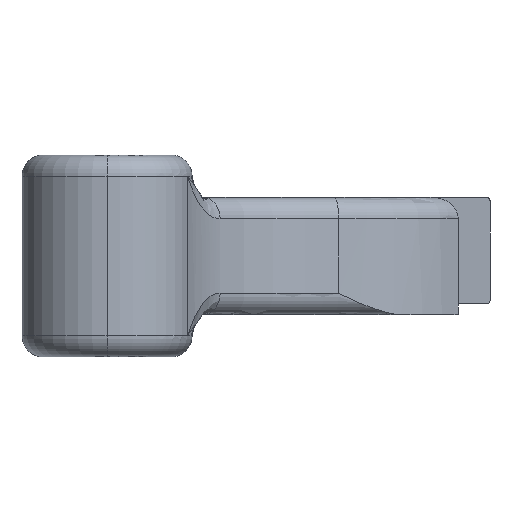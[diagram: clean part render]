
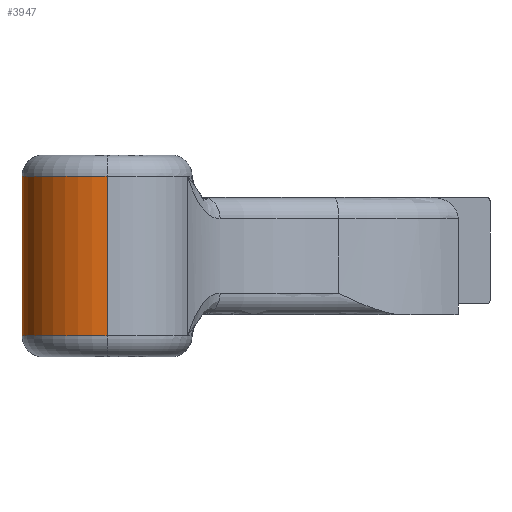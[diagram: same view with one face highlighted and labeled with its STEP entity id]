
A CAD part, left-side view. The second image highlights one B-rep face of the part: STEP entity #3947.
In plain terms, the highlighted cylindrical face has radius 8 mm (diameter 16 mm), a partial arc.
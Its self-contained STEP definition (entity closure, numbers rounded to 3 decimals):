
#56 = VECTOR ( 'NONE', #2842, 1000. ) ;
#73 = CARTESIAN_POINT ( 'NONE',  ( -22.012, 23.305, 13. ) ) ;
#111 = CIRCLE ( 'NONE', #2161, 8. ) ;
#139 = ORIENTED_EDGE ( 'NONE', *, *, #2447, .T. ) ;
#242 = ORIENTED_EDGE ( 'NONE', *, *, #3890, .T. ) ;
#297 = CARTESIAN_POINT ( 'NONE',  ( -36., 18., 13. ) ) ;
#435 = CYLINDRICAL_SURFACE ( 'NONE', #3330, 8. ) ;
#551 = CARTESIAN_POINT ( 'NONE',  ( -22.012, 23.305, -2. ) ) ;
#607 = DIRECTION ( 'NONE',  ( 0., 0., 1. ) ) ;
#660 = CIRCLE ( 'NONE', #2298, 8. ) ;
#696 = CARTESIAN_POINT ( 'NONE',  ( -28., 18., 13. ) ) ;
#709 = CARTESIAN_POINT ( 'NONE',  ( -28., 18., 11. ) ) ;
#1367 = DIRECTION ( 'NONE',  ( 1., 0., 0. ) ) ;
#1398 = FACE_OUTER_BOUND ( 'NONE', #1684, .T. ) ;
#1562 = CARTESIAN_POINT ( 'NONE',  ( -22.012, 23.305, 11. ) ) ;
#1684 = EDGE_LOOP ( 'NONE', ( #3464, #3354, #139, #242 ) ) ;
#2042 = DIRECTION ( 'NONE',  ( 0., 0., -1. ) ) ;
#2161 = AXIS2_PLACEMENT_3D ( 'NONE', #696, #2326, #1367 ) ;
#2298 = AXIS2_PLACEMENT_3D ( 'NONE', #4167, #607, #4208 ) ;
#2326 = DIRECTION ( 'NONE',  ( 0., 0., -1. ) ) ;
#2447 = EDGE_CURVE ( 'NONE', #3648, #2510, #2931, .T. ) ;
#2510 = VERTEX_POINT ( 'NONE', #551 ) ;
#2593 = DIRECTION ( 'NONE',  ( 0., 0., -1. ) ) ;
#2602 = VERTEX_POINT ( 'NONE', #3594 ) ;
#2842 = DIRECTION ( 'NONE',  ( 0., 0., -1. ) ) ;
#2910 = LINE ( 'NONE', #4229, #4146 ) ;
#2931 = LINE ( 'NONE', #1562, #56 ) ;
#3006 = DIRECTION ( 'NONE',  ( -1., 0., 0. ) ) ;
#3292 = VERTEX_POINT ( 'NONE', #297 ) ;
#3330 = AXIS2_PLACEMENT_3D ( 'NONE', #709, #2042, #3006 ) ;
#3354 = ORIENTED_EDGE ( 'NONE', *, *, #3768, .T. ) ;
#3464 = ORIENTED_EDGE ( 'NONE', *, *, #4211, .F. ) ;
#3594 = CARTESIAN_POINT ( 'NONE',  ( -36., 18., -2. ) ) ;
#3648 = VERTEX_POINT ( 'NONE', #73 ) ;
#3768 = EDGE_CURVE ( 'NONE', #3292, #3648, #111, .T. ) ;
#3890 = EDGE_CURVE ( 'NONE', #2510, #2602, #660, .T. ) ;
#3947 = ADVANCED_FACE ( 'NONE', ( #1398 ), #435, .T. ) ;
#4146 = VECTOR ( 'NONE', #2593, 1000. ) ;
#4167 = CARTESIAN_POINT ( 'NONE',  ( -28., 18., -2. ) ) ;
#4208 = DIRECTION ( 'NONE',  ( 1., 0., 0. ) ) ;
#4211 = EDGE_CURVE ( 'NONE', #3292, #2602, #2910, .T. ) ;
#4229 = CARTESIAN_POINT ( 'NONE',  ( -36., 18., 11. ) ) ;
